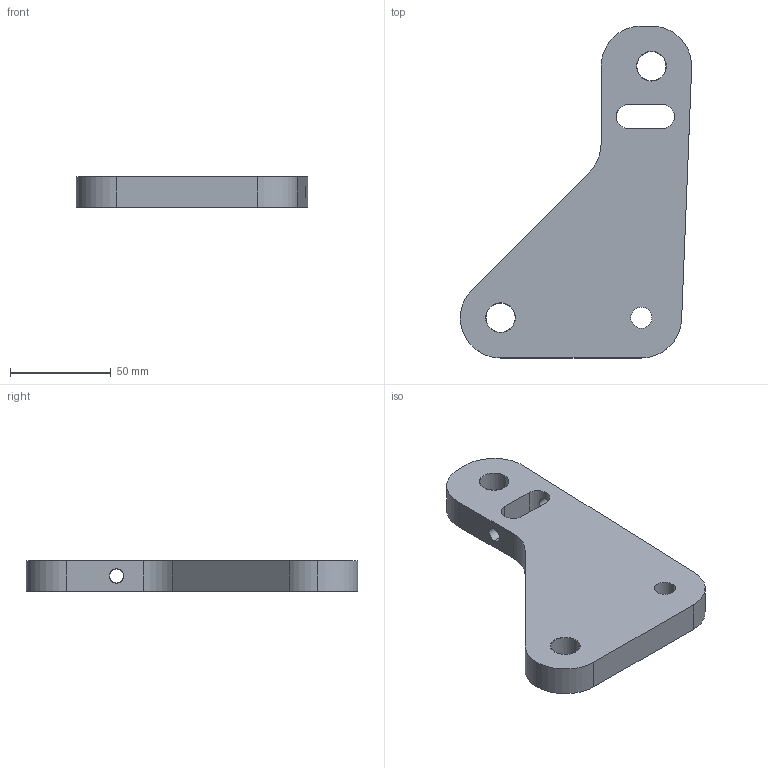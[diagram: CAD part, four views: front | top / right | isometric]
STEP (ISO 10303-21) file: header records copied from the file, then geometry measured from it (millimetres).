
FILE_DESCRIPTION (( 'STEP AP203' ), '1' );
FILE_NAME ('Plaque Constand GT 203.STEP', '2020-05-26T06:02:52', ( '' ), ( '' ), 'SwSTEP 2.0', 'SolidWorks 2018', '' );
FILE_SCHEMA (( 'CONFIG_CONTROL_DESIGN' ));
Length unit declared in the file: millimetre
Products named in the file (1): Plaque Constand GT 203
Bounding box: 114.98 x 165 x 15 mm (x, y, z)
Volume: 154906.3 mm3; surface area: 31023.4 mm2
Topology: 1 solids, 1 shells, 38 faces, 99 edges, 62 vertices
Faces by surface type: cylinder 19, cone 10, plane 9
Entity records: 1390 total; most frequent: CARTESIAN_POINT 334, DIRECTION 213, ORIENTED_EDGE 198, EDGE_CURVE 99, AXIS2_PLACEMENT_3D 81, VERTEX_POINT 62, LINE 51, VECTOR 51
